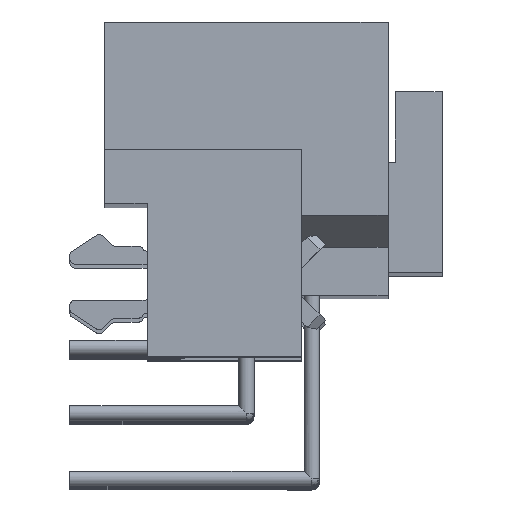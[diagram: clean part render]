
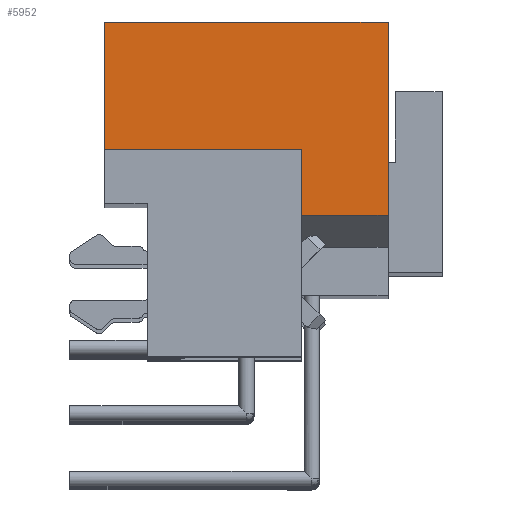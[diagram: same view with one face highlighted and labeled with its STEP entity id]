
A CAD part, top view. The second image highlights one B-rep face of the part: STEP entity #5952.
In plain terms, the highlighted planar face has unit normal (0, 0, 1).
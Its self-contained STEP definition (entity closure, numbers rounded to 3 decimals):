
#5446=PLANE('',#17799);
#5952=ADVANCED_FACE('',(#7179),#5446,.T.);
#7179=FACE_OUTER_BOUND('',#7886,.T.);
#7886=EDGE_LOOP('',(#12371,#12372,#12373,#12374,#12375,#12376));
#9472=LINE('',#24244,#10274);
#9474=LINE('',#24248,#10276);
#9478=LINE('',#24258,#10280);
#9503=LINE('',#24503,#10305);
#9509=LINE('',#24515,#10311);
#9510=LINE('',#24517,#10312);
#10274=VECTOR('',#19929,1.);
#10276=VECTOR('',#19933,1.);
#10280=VECTOR('',#19943,1.);
#10305=VECTOR('',#20176,1.);
#10311=VECTOR('',#20186,1.);
#10312=VECTOR('',#20189,1.);
#12371=ORIENTED_EDGE('',*,*,#16433,.T.);
#12372=ORIENTED_EDGE('',*,*,#16304,.T.);
#12373=ORIENTED_EDGE('',*,*,#16298,.T.);
#12374=ORIENTED_EDGE('',*,*,#16296,.F.);
#12375=ORIENTED_EDGE('',*,*,#16434,.F.);
#12376=ORIENTED_EDGE('',*,*,#16427,.F.);
#14961=VERTEX_POINT('',#24230);
#14968=VERTEX_POINT('',#24243);
#14970=VERTEX_POINT('',#24249);
#14973=VERTEX_POINT('',#24259);
#15088=VERTEX_POINT('',#24502);
#15089=VERTEX_POINT('',#24504);
#16296=EDGE_CURVE('',#14968,#14961,#9472,.T.);
#16298=EDGE_CURVE('',#14970,#14961,#9474,.T.);
#16304=EDGE_CURVE('',#14973,#14970,#9478,.T.);
#16427=EDGE_CURVE('',#15088,#15089,#9503,.T.);
#16433=EDGE_CURVE('',#15088,#14973,#9509,.T.);
#16434=EDGE_CURVE('',#15089,#14968,#9510,.T.);
#17799=AXIS2_PLACEMENT_3D('',#24518,#20190,#20191);
#19929=DIRECTION('',(0.,-1.,0.));
#19933=DIRECTION('',(1.,0.,0.));
#19943=DIRECTION('',(0.,-1.,0.));
#20176=DIRECTION('',(0.,1.,0.));
#20186=DIRECTION('',(1.,0.,0.));
#20189=DIRECTION('',(1.,0.,0.));
#20190=DIRECTION('',(0.,0.,1.));
#20191=DIRECTION('',(1.,0.,0.));
#24230=CARTESIAN_POINT('',(9.35,3.098,87.5));
#24243=CARTESIAN_POINT('',(9.35,10.6,87.5));
#24244=CARTESIAN_POINT('',(9.35,10.6,87.5));
#24248=CARTESIAN_POINT('',(6.,3.098,87.5));
#24249=CARTESIAN_POINT('',(6.,3.098,87.5));
#24258=CARTESIAN_POINT('',(6.,5.65,87.5));
#24259=CARTESIAN_POINT('',(6.,5.65,87.5));
#24502=CARTESIAN_POINT('',(-1.65,5.65,87.5));
#24503=CARTESIAN_POINT('',(-1.65,5.65,87.5));
#24504=CARTESIAN_POINT('',(-1.65,10.6,87.5));
#24515=CARTESIAN_POINT('',(-1.65,5.65,87.5));
#24517=CARTESIAN_POINT('',(-1.65,10.6,87.5));
#24518=CARTESIAN_POINT('',(-2.2,2.735,87.5));
